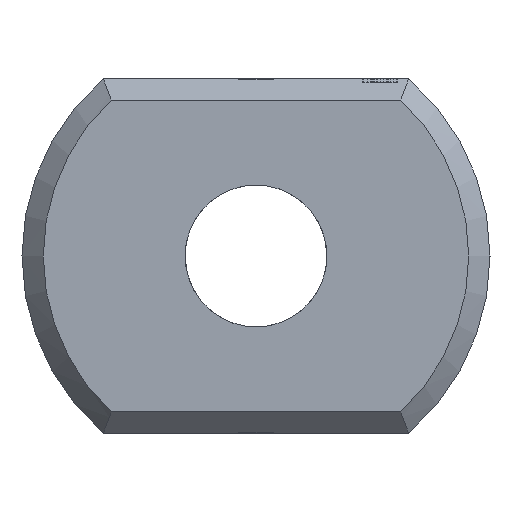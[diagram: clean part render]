
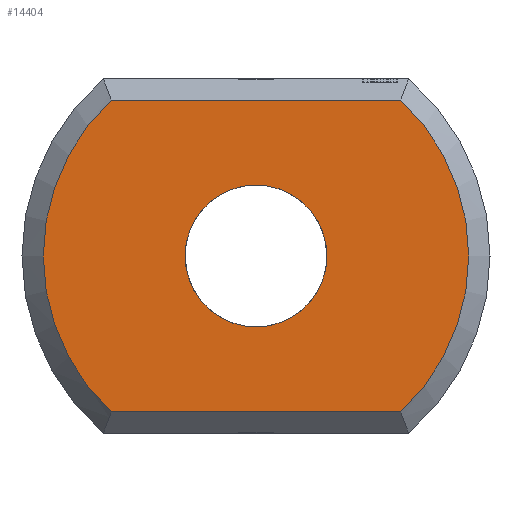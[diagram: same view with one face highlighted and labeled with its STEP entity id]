
A CAD part, left-side view. The second image highlights one B-rep face of the part: STEP entity #14404.
In plain terms, the highlighted planar face has unit normal (-1, 0, 0).
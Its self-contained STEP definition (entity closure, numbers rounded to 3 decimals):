
#3578 = VERTEX_POINT('',#3579);
#3579 = CARTESIAN_POINT('',(0.,-2.04,2.2));
#3588 = VERTEX_POINT('',#3589);
#3589 = CARTESIAN_POINT('',(0.,-2.04,-2.2));
#3596 = EDGE_CURVE('',#3578,#3588,#3597,.T.);
#3597 = CIRCLE('',#3598,3.);
#3598 = AXIS2_PLACEMENT_3D('',#3599,#3600,#3601);
#3599 = CARTESIAN_POINT('',(0.,0.,0.));
#3600 = DIRECTION('',(1.,0.,0.));
#3601 = DIRECTION('',(0.,-0.653,0.758)
  );
#4170 = VERTEX_POINT('',#4171);
#4171 = CARTESIAN_POINT('',(0.,2.04,2.2));
#4178 = EDGE_CURVE('',#3578,#4170,#4179,.T.);
#4179 = LINE('',#4180,#4181);
#4180 = CARTESIAN_POINT('',(0.,-2.154,2.2));
#4181 = VECTOR('',#4182,1.);
#4182 = DIRECTION('',(0.,1.,0.));
#14404 = ADVANCED_FACE('',(#14405,#14424),#14435,.F.);
#14405 = FACE_BOUND('',#14406,.F.);
#14406 = EDGE_LOOP('',(#14407,#14416,#14417,#14418));
#14407 = ORIENTED_EDGE('',*,*,#14408,.T.);
#14408 = EDGE_CURVE('',#14409,#4170,#14411,.T.);
#14409 = VERTEX_POINT('',#14410);
#14410 = CARTESIAN_POINT('',(0.,2.04,-2.2));
#14411 = CIRCLE('',#14412,3.);
#14412 = AXIS2_PLACEMENT_3D('',#14413,#14414,#14415);
#14413 = CARTESIAN_POINT('',(0.,0.,0.));
#14414 = DIRECTION('',(1.,0.,0.));
#14415 = DIRECTION('',(0.,0.653,-0.758)
  );
#14416 = ORIENTED_EDGE('',*,*,#4178,.F.);
#14417 = ORIENTED_EDGE('',*,*,#3596,.T.);
#14418 = ORIENTED_EDGE('',*,*,#14419,.T.);
#14419 = EDGE_CURVE('',#3588,#14409,#14420,.T.);
#14420 = LINE('',#14421,#14422);
#14421 = CARTESIAN_POINT('',(0.,-2.154,-2.2));
#14422 = VECTOR('',#14423,1.);
#14423 = DIRECTION('',(0.,1.,0.));
#14424 = FACE_BOUND('',#14425,.T.);
#14425 = EDGE_LOOP('',(#14426));
#14426 = ORIENTED_EDGE('',*,*,#14427,.T.);
#14427 = EDGE_CURVE('',#14428,#14428,#14430,.T.);
#14428 = VERTEX_POINT('',#14429);
#14429 = CARTESIAN_POINT('',(0.,1.,0.)
  );
#14430 = CIRCLE('',#14431,1.);
#14431 = AXIS2_PLACEMENT_3D('',#14432,#14433,#14434);
#14432 = CARTESIAN_POINT('',(0.,0.,0.));
#14433 = DIRECTION('',(1.,0.,0.));
#14434 = DIRECTION('',(0.,1.,0.));
#14435 = PLANE('',#14436);
#14436 = AXIS2_PLACEMENT_3D('',#14437,#14438,#14439);
#14437 = CARTESIAN_POINT('',(0.,0.,0.));
#14438 = DIRECTION('',(1.,0.,0.));
#14439 = DIRECTION('',(0.,0.,1.));
